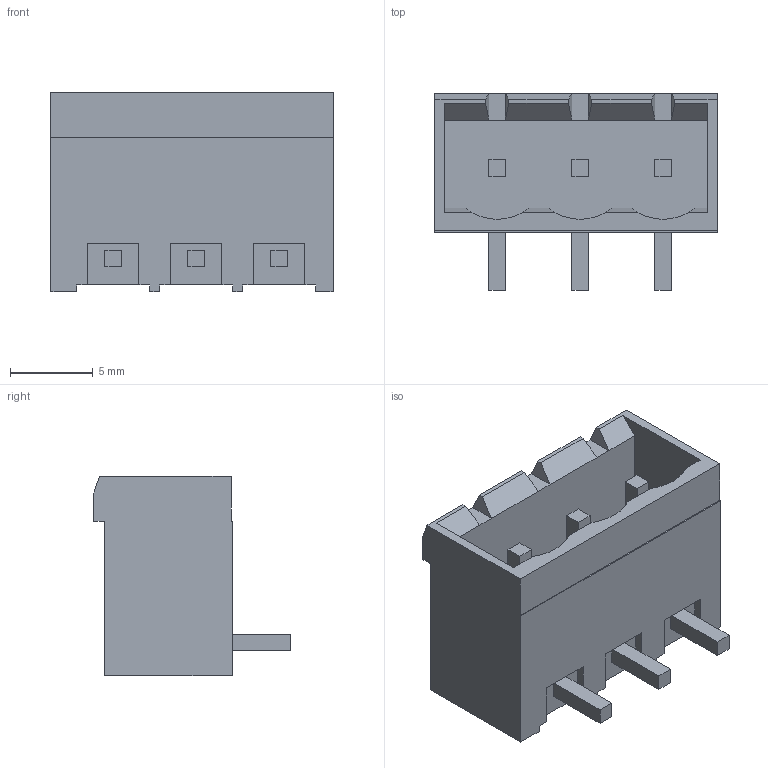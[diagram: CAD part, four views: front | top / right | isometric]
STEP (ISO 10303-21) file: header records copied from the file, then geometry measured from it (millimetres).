
FILE_DESCRIPTION((''),'2;1');
FILE_NAME('C-796644-3','2009-02-19T',('workeradm'),('Tyco Electronics Corporation'),'PRO/ENGINEER BY PARAMETRIC TECHNOLOGY CORPORATION, 2005450','PRO/ENGINEER BY PARAMETRIC TECHNOLOGY CORPORATION, 2005450','');
FILE_SCHEMA(('CONFIG_CONTROL_DESIGN', 'GEOMETRIC_VALIDATION_PROPERTIES_MIM'));
Length unit declared in the file: millimetre
Products named in the file (1): C-796644-3
Bounding box: 17 x 11.85 x 12 mm (x, y, z)
Volume: 800.5 mm3; surface area: 1379.9 mm2
Topology: 1 solids, 1 shells, 98 faces, 258 edges, 168 vertices
Faces by surface type: plane 95, cylinder 3
Entity records: 3087 total; most frequent: CARTESIAN_POINT 543, ORIENTED_EDGE 516, DIRECTION 454, EDGE_CURVE 258, VECTOR 246, LINE 246, VERTEX_POINT 168, AXIS2_PLACEMENT_3D 104
